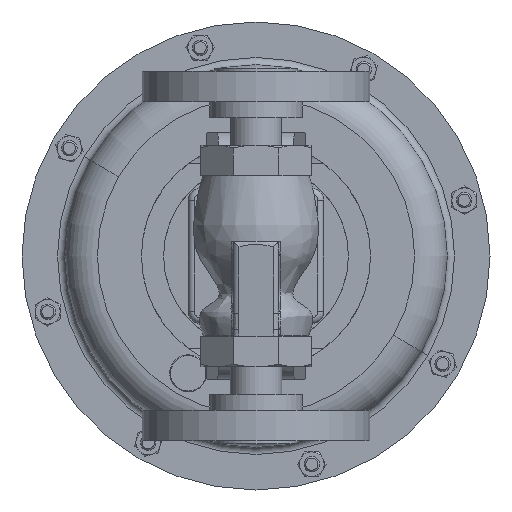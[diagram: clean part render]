
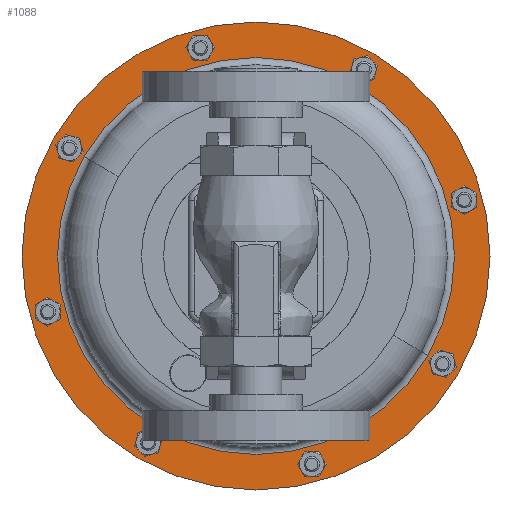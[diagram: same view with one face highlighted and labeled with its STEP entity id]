
A CAD part, front view. The second image highlights one B-rep face of the part: STEP entity #1088.
In plain terms, the highlighted planar face has unit normal (0, -1, 0).
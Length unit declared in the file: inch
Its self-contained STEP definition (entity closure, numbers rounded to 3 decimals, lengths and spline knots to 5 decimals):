
#414 = VERTEX_POINT ( 'NONE', #35091 ) ;
#815 = AXIS2_PLACEMENT_3D ( 'NONE', #9873, #28896, #12576 ) ;
#906 = ORIENTED_EDGE ( 'NONE', *, *, #29343, .F. ) ;
#1088 = ADVANCED_FACE ( 'NONE', ( #4316, #25143 ), #30677, .T. ) ;
#1406 = EDGE_CURVE ( 'NONE', #25382, #414, #27252, .T. ) ;
#2080 = DIRECTION ( 'NONE',  ( 0.866, 0., -0.5 ) ) ;
#2358 = EDGE_CURVE ( 'NONE', #5499, #24148, #19992, .T. ) ;
#2386 = DIRECTION ( 'NONE',  ( 0., 1., 0. ) ) ;
#2650 = AXIS2_PLACEMENT_3D ( 'NONE', #18665, #2386, #21396 ) ;
#2853 = ORIENTED_EDGE ( 'NONE', *, *, #1406, .F. ) ;
#3320 = AXIS2_PLACEMENT_3D ( 'NONE', #14383, #33399, #17095 ) ;
#4316 = FACE_BOUND ( 'NONE', #23453, .T. ) ;
#5499 = VERTEX_POINT ( 'NONE', #7591 ) ;
#6743 = AXIS2_PLACEMENT_3D ( 'NONE', #34644, #18354, #2080 ) ;
#7591 = CARTESIAN_POINT ( 'NONE',  ( 3.48922, 8.835, -4.2645 ) ) ;
#8073 = CARTESIAN_POINT ( 'NONE',  ( -3.48922, 8.835, -0.2355 ) ) ;
#9873 = CARTESIAN_POINT ( 'NONE',  ( 0., 8.835, -2.25 ) ) ;
#12576 = DIRECTION ( 'NONE',  ( 0.866, 0., -0.5 ) ) ;
#12826 = CIRCLE ( 'NONE', #26364, 4.75 ) ;
#14383 = CARTESIAN_POINT ( 'NONE',  ( -2.375, 8.835, -6.36362 ) ) ;
#14696 = EDGE_CURVE ( 'NONE', #24148, #5499, #25812, .T. ) ;
#16091 = CARTESIAN_POINT ( 'NONE',  ( 0., 8.835, -2.25 ) ) ;
#17095 = DIRECTION ( 'NONE',  ( -0.866, 0., 0.5 ) ) ;
#17726 = ORIENTED_EDGE ( 'NONE', *, *, #2358, .T. ) ;
#17806 = ORIENTED_EDGE ( 'NONE', *, *, #14696, .T. ) ;
#18134 = CARTESIAN_POINT ( 'NONE',  ( 4.11362, 8.835, -4.625 ) ) ;
#18354 = DIRECTION ( 'NONE',  ( 0., 1., 0. ) ) ;
#18665 = CARTESIAN_POINT ( 'NONE',  ( 0., 8.835, -2.25 ) ) ;
#18830 = DIRECTION ( 'NONE',  ( 0.866, 0., -0.5 ) ) ;
#19511 = EDGE_LOOP ( 'NONE', ( #2853, #906 ) ) ;
#19992 = CIRCLE ( 'NONE', #6743, 4.029 ) ;
#21396 = DIRECTION ( 'NONE',  ( 0.866, 0., -0.5 ) ) ;
#23453 = EDGE_LOOP ( 'NONE', ( #17726, #17806 ) ) ;
#24148 = VERTEX_POINT ( 'NONE', #8073 ) ;
#25143 = FACE_OUTER_BOUND ( 'NONE', #19511, .T. ) ;
#25382 = VERTEX_POINT ( 'NONE', #18134 ) ;
#25812 = CIRCLE ( 'NONE', #2650, 4.029 ) ;
#26364 = AXIS2_PLACEMENT_3D ( 'NONE', #16091, #35115, #18830 ) ;
#27252 = CIRCLE ( 'NONE', #815, 4.75 ) ;
#28896 = DIRECTION ( 'NONE',  ( 0., 1., 0. ) ) ;
#29343 = EDGE_CURVE ( 'NONE', #414, #25382, #12826, .T. ) ;
#30677 = PLANE ( 'NONE',  #3320 ) ;
#33399 = DIRECTION ( 'NONE',  ( 0., -1., 0. ) ) ;
#34644 = CARTESIAN_POINT ( 'NONE',  ( 0., 8.835, -2.25 ) ) ;
#35091 = CARTESIAN_POINT ( 'NONE',  ( -4.11362, 8.835, 0.125 ) ) ;
#35115 = DIRECTION ( 'NONE',  ( 0., 1., 0. ) ) ;
